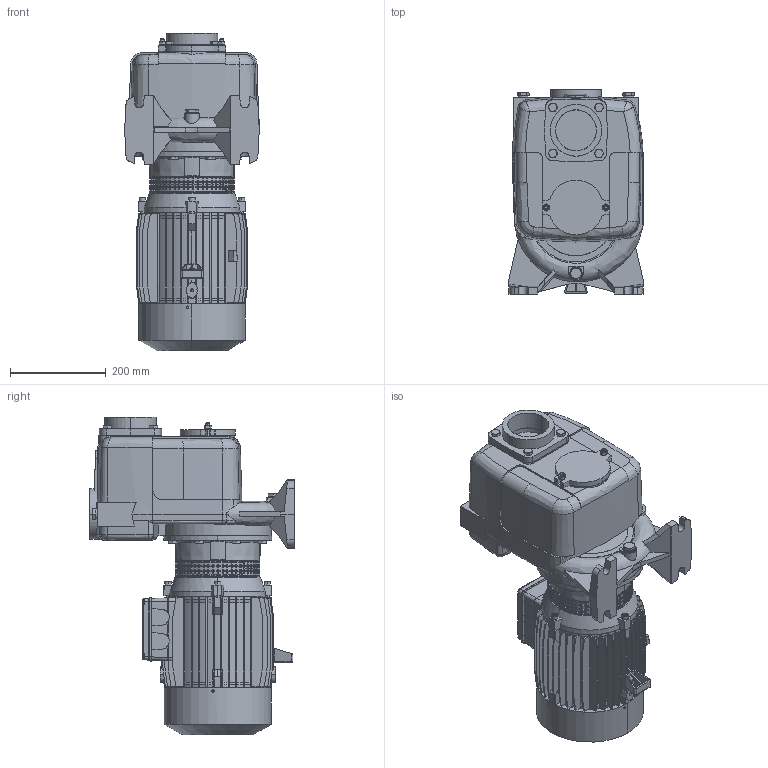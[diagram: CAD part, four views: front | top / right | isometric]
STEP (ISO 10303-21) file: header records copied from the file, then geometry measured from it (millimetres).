
FILE_DESCRIPTION (( 'STEP AP214' ), '1' );
FILE_NAME ('4_93_531_06_REV01.step', '2021-10-11T08:16:35', ( '' ), ( '' ), 'SwSTEP 2.0', 'SolidWorks 2020', '' );
FILE_SCHEMA (( 'AUTOMOTIVE_DESIGN' ));
Length unit declared in the file: millimetre
Products named in the file (2): 4_93_531_06_REV01; Copia di 4_93_531_06_REV01^4_93_531_06_REV01
Assembly tree (1 placements, depth 2):
  4_93_531_06_REV01
    Copia di 4_93_531_06_REV01^4_93_531_06_REV01
Bounding box: 280.81 x 427 x 662.21 mm (x, y, z)
Volume: 31475789.9 mm3; surface area: 1455028.1 mm2
Topology: 41 solids, 41 shells, 4021 faces, 11145 edges, 7294 vertices
Faces by surface type: plane 1956, bspline 1251, cylinder 480, cone 318, sphere 10, torus 6
Entity records: 187780 total; most frequent: CARTESIAN_POINT 91594, ORIENTED_EDGE 22196, DIRECTION 15782, EDGE_CURVE 11098, VERTEX_POINT 7294, VECTOR 6624, LINE 6624, AXIS2_PLACEMENT_3D 4579
